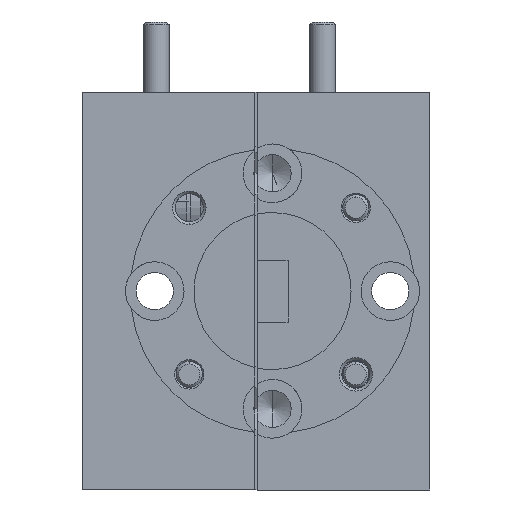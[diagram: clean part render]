
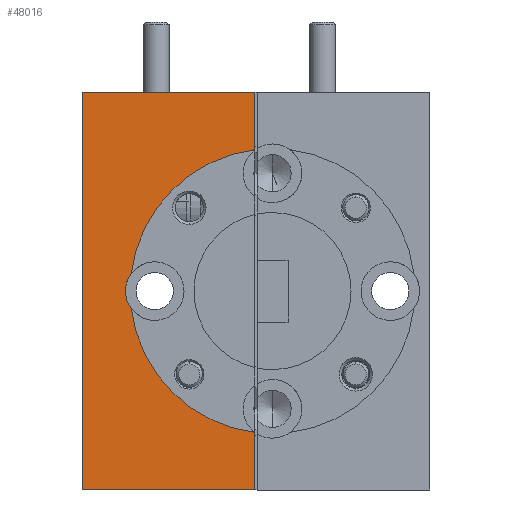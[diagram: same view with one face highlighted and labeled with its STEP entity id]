
A CAD part, left-side view. The second image highlights one B-rep face of the part: STEP entity #48016.
In plain terms, the highlighted planar face has unit normal (-1, 0, 0).
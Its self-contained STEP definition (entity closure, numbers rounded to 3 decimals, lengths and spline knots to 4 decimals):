
#192 = VERTEX_POINT ( 'NONE', #53253 ) ;
#954 = VECTOR ( 'NONE', #55991, 39.3701 ) ;
#2064 = CARTESIAN_POINT ( 'NONE',  ( -1.8, -0.042, 0. ) ) ;
#3372 = AXIS2_PLACEMENT_3D ( 'NONE', #56108, #51371, #4207 ) ;
#3996 = VERTEX_POINT ( 'NONE', #34054 ) ;
#4207 = DIRECTION ( 'NONE',  ( 0., 0., 1. ) ) ;
#5654 = CARTESIAN_POINT ( 'NONE',  ( -1.8, 0.412, 0.475 ) ) ;
#5766 = CARTESIAN_POINT ( 'NONE',  ( -1.8, 0.2954, 0.0418 ) ) ;
#7100 = DIRECTION ( 'NONE',  ( 0., 0., 1. ) ) ;
#7328 = CIRCLE ( 'NONE', #33001, 0.34 ) ;
#9080 = AXIS2_PLACEMENT_3D ( 'NONE', #46619, #36765, #32458 ) ;
#11442 = ORIENTED_EDGE ( 'NONE', *, *, #31197, .F. ) ;
#11980 = LINE ( 'NONE', #23852, #954 ) ;
#12670 = LINE ( 'NONE', #53322, #54721 ) ;
#14012 = EDGE_CURVE ( 'NONE', #28483, #38134, #51782, .T. ) ;
#14306 = EDGE_CURVE ( 'NONE', #192, #45467, #12670, .T. ) ;
#17424 = DIRECTION ( 'NONE',  ( -1., 0., 0. ) ) ;
#17832 = ORIENTED_EDGE ( 'NONE', *, *, #60387, .F. ) ;
#18868 = AXIS2_PLACEMENT_3D ( 'NONE', #59358, #49911, #7100 ) ;
#19362 = DIRECTION ( 'NONE',  ( 0., 0., 1. ) ) ;
#19866 = CIRCLE ( 'NONE', #18868, 0.34 ) ;
#20074 = CARTESIAN_POINT ( 'NONE',  ( -1.8, 0., 0.475 ) ) ;
#20684 = DIRECTION ( 'NONE',  ( 0., -1., 0. ) ) ;
#21804 = CARTESIAN_POINT ( 'NONE',  ( -1.8, 0., -0.3374 ) ) ;
#22490 = LINE ( 'NONE', #5654, #26175 ) ;
#23852 = CARTESIAN_POINT ( 'NONE',  ( -1.8, 0.412, 0.475 ) ) ;
#25028 = VERTEX_POINT ( 'NONE', #33348 ) ;
#26175 = VECTOR ( 'NONE', #57127, 39.3701 ) ;
#28483 = VERTEX_POINT ( 'NONE', #36969 ) ;
#29208 = CIRCLE ( 'NONE', #3372, 0.07 ) ;
#31197 = EDGE_CURVE ( 'NONE', #3996, #45467, #22490, .T. ) ;
#31479 = ORIENTED_EDGE ( 'NONE', *, *, #36037, .T. ) ;
#32458 = DIRECTION ( 'NONE',  ( 0., 0., -1. ) ) ;
#32568 = ORIENTED_EDGE ( 'NONE', *, *, #14012, .T. ) ;
#33001 = AXIS2_PLACEMENT_3D ( 'NONE', #2064, #17424, #40307 ) ;
#33348 = CARTESIAN_POINT ( 'NONE',  ( -1.8, 0.2954, -0.0418 ) ) ;
#34054 = CARTESIAN_POINT ( 'NONE',  ( -1.8, 0.412, 0.475 ) ) ;
#35866 = ORIENTED_EDGE ( 'NONE', *, *, #46877, .F. ) ;
#36037 = EDGE_CURVE ( 'NONE', #38134, #52796, #53091, .T. ) ;
#36765 = DIRECTION ( 'NONE',  ( 1., 0., 0. ) ) ;
#36969 = CARTESIAN_POINT ( 'NONE',  ( -1.8, 0.412, -0.475 ) ) ;
#38134 = VERTEX_POINT ( 'NONE', #57993 ) ;
#39165 = ORIENTED_EDGE ( 'NONE', *, *, #53012, .F. ) ;
#39891 = DIRECTION ( 'NONE',  ( 0., 0., 1. ) ) ;
#40307 = DIRECTION ( 'NONE',  ( 0., 0., 1. ) ) ;
#43627 = VERTEX_POINT ( 'NONE', #5766 ) ;
#45467 = VERTEX_POINT ( 'NONE', #20074 ) ;
#46619 = CARTESIAN_POINT ( 'NONE',  ( -1.8, 0.412, 0.475 ) ) ;
#46877 = EDGE_CURVE ( 'NONE', #192, #43627, #19866, .T. ) ;
#47037 = FACE_OUTER_BOUND ( 'NONE', #61101, .T. ) ;
#47572 = CARTESIAN_POINT ( 'NONE',  ( -1.8, 0., 0.475 ) ) ;
#48016 = ADVANCED_FACE ( 'NONE', ( #47037 ), #55908, .F. ) ;
#48485 = CARTESIAN_POINT ( 'NONE',  ( -1.8, 0.412, -0.475 ) ) ;
#49911 = DIRECTION ( 'NONE',  ( -1., 0., 0. ) ) ;
#51371 = DIRECTION ( 'NONE',  ( -1., 0., 0. ) ) ;
#51769 = EDGE_CURVE ( 'NONE', #25028, #52796, #7328, .T. ) ;
#51782 = LINE ( 'NONE', #48485, #60591 ) ;
#52254 = ORIENTED_EDGE ( 'NONE', *, *, #14306, .T. ) ;
#52796 = VERTEX_POINT ( 'NONE', #21804 ) ;
#53012 = EDGE_CURVE ( 'NONE', #28483, #3996, #11980, .T. ) ;
#53091 = LINE ( 'NONE', #47572, #56666 ) ;
#53253 = CARTESIAN_POINT ( 'NONE',  ( -1.8, 0., 0.3374 ) ) ;
#53322 = CARTESIAN_POINT ( 'NONE',  ( -1.8, 0., 0.475 ) ) ;
#54721 = VECTOR ( 'NONE', #39891, 39.3701 ) ;
#55908 = PLANE ( 'NONE',  #9080 ) ;
#55991 = DIRECTION ( 'NONE',  ( 0., 0., 1. ) ) ;
#56108 = CARTESIAN_POINT ( 'NONE',  ( -1.8, 0.2393, 0. ) ) ;
#56666 = VECTOR ( 'NONE', #19362, 39.3701 ) ;
#57127 = DIRECTION ( 'NONE',  ( 0., -1., 0. ) ) ;
#57993 = CARTESIAN_POINT ( 'NONE',  ( -1.8, 0., -0.475 ) ) ;
#59358 = CARTESIAN_POINT ( 'NONE',  ( -1.8, -0.042, 0. ) ) ;
#60387 = EDGE_CURVE ( 'NONE', #43627, #25028, #29208, .T. ) ;
#60591 = VECTOR ( 'NONE', #20684, 39.3701 ) ;
#60734 = ORIENTED_EDGE ( 'NONE', *, *, #51769, .F. ) ;
#61101 = EDGE_LOOP ( 'NONE', ( #31479, #60734, #17832, #35866, #52254, #11442, #39165, #32568 ) ) ;
